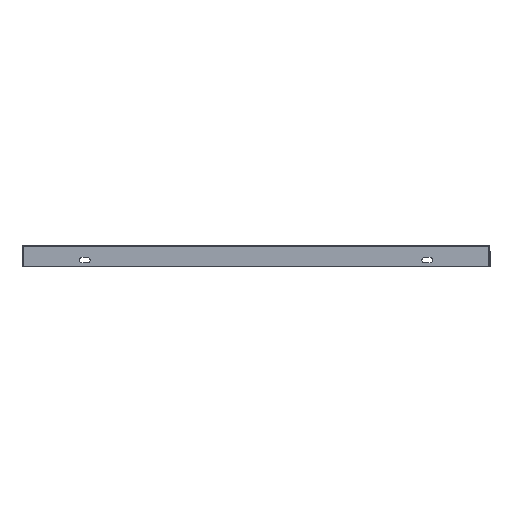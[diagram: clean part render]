
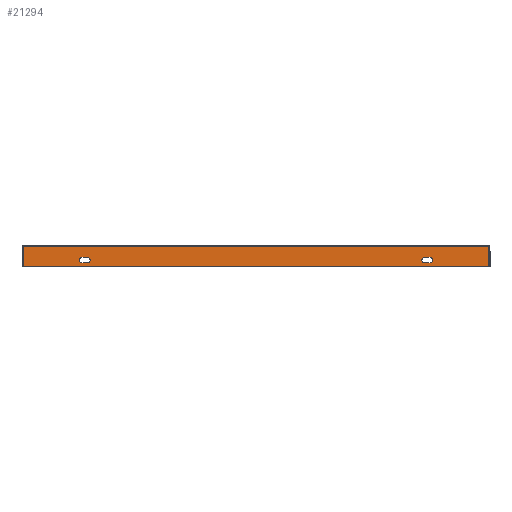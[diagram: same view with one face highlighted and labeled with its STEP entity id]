
A CAD part, left-side view. The second image highlights one B-rep face of the part: STEP entity #21294.
In plain terms, the highlighted planar face has unit normal (-1, 0, 0).
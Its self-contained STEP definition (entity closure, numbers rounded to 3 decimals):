
#893 = AXIS2_PLACEMENT_3D ( 'NONE', #9515, #9528, #9529 ) ;
#7662 = FACE_BOUND ( 'NONE', #16864, .T. ) ;
#7668 = FACE_BOUND ( 'NONE', #16765, .T. ) ;
#7670 = FACE_OUTER_BOUND ( 'NONE', #16705, .T. ) ;
#9515 = CARTESIAN_POINT ( 'NONE',  ( -948.5, 339.49, 0. ) ) ;
#9525 = PLANE ( 'NONE',  #893 ) ;
#9528 = DIRECTION ( 'NONE',  ( 1., 0., 0. ) ) ;
#9529 = DIRECTION ( 'NONE',  ( 0., 1., 0. ) ) ;
#12423 = CARTESIAN_POINT ( 'NONE',  ( -948.5, -257.99, -20. ) ) ;
#12424 = CARTESIAN_POINT ( 'NONE',  ( -948.5, -253.99, -16. ) ) ;
#12431 = CARTESIAN_POINT ( 'NONE',  ( -948.5, 241.99, -20. ) ) ;
#12432 = CARTESIAN_POINT ( 'NONE',  ( -948.5, 245.99, -16. ) ) ;
#15615 = EDGE_CURVE ( 'NONE', #24191, #18042, #26941, .T. ) ;
#15616 = EDGE_CURVE ( 'NONE', #18035, #18032, #26939, .T. ) ;
#15618 = EDGE_CURVE ( 'NONE', #18035, #18037, #26949, .T. ) ;
#15619 = EDGE_CURVE ( 'NONE', #18038, #18032, #26944, .T. ) ;
#15622 = EDGE_CURVE ( 'NONE', #18041, #24190, #26956, .T. ) ;
#15624 = EDGE_CURVE ( 'NONE', #18042, #18040, #26960, .T. ) ;
#15625 = EDGE_CURVE ( 'NONE', #18040, #18041, #26959, .T. ) ;
#15626 = EDGE_CURVE ( 'NONE', #18043, #18044, #26948, .T. ) ;
#15627 = EDGE_CURVE ( 'NONE', #18045, #18043, #26964, .T. ) ;
#15628 = EDGE_CURVE ( 'NONE', #24199, #18045, #26963, .T. ) ;
#15629 = EDGE_CURVE ( 'NONE', #18044, #24198, #26967, .T. ) ;
#15631 = EDGE_CURVE ( 'NONE', #18037, #18038, #26965, .T. ) ;
#16106 = EDGE_CURVE ( 'NONE', #24190, #24191, #28942, .T. ) ;
#16114 = EDGE_CURVE ( 'NONE', #24198, #24199, #28954, .T. ) ;
#16705 = EDGE_LOOP ( 'NONE', ( #20611, #20683, #20629, #20701 ) ) ;
#16765 = EDGE_LOOP ( 'NONE', ( #20631, #20703, #20648, #20593, #20665 ) ) ;
#16864 = EDGE_LOOP ( 'NONE', ( #20650, #20595, #20667, #20613, #20684 ) ) ;
#18032 = VERTEX_POINT ( 'NONE', #32199 ) ;
#18035 = VERTEX_POINT ( 'NONE', #32202 ) ;
#18037 = VERTEX_POINT ( 'NONE', #32204 ) ;
#18038 = VERTEX_POINT ( 'NONE', #32205 ) ;
#18040 = VERTEX_POINT ( 'NONE', #32207 ) ;
#18041 = VERTEX_POINT ( 'NONE', #32208 ) ;
#18042 = VERTEX_POINT ( 'NONE', #32209 ) ;
#18043 = VERTEX_POINT ( 'NONE', #32210 ) ;
#18044 = VERTEX_POINT ( 'NONE', #32211 ) ;
#18045 = VERTEX_POINT ( 'NONE', #32212 ) ;
#20593 = ORIENTED_EDGE ( 'NONE', *, *, #16114, .F. ) ;
#20595 = ORIENTED_EDGE ( 'NONE', *, *, #15624, .F. ) ;
#20611 = ORIENTED_EDGE ( 'NONE', *, *, #15616, .F. ) ;
#20613 = ORIENTED_EDGE ( 'NONE', *, *, #16106, .F. ) ;
#20629 = ORIENTED_EDGE ( 'NONE', *, *, #15631, .T. ) ;
#20631 = ORIENTED_EDGE ( 'NONE', *, *, #15626, .F. ) ;
#20648 = ORIENTED_EDGE ( 'NONE', *, *, #15628, .F. ) ;
#20650 = ORIENTED_EDGE ( 'NONE', *, *, #15625, .F. ) ;
#20665 = ORIENTED_EDGE ( 'NONE', *, *, #15629, .F. ) ;
#20667 = ORIENTED_EDGE ( 'NONE', *, *, #15615, .F. ) ;
#20683 = ORIENTED_EDGE ( 'NONE', *, *, #15618, .T. ) ;
#20684 = ORIENTED_EDGE ( 'NONE', *, *, #15622, .F. ) ;
#20701 = ORIENTED_EDGE ( 'NONE', *, *, #15619, .T. ) ;
#20703 = ORIENTED_EDGE ( 'NONE', *, *, #15627, .F. ) ;
#21294 = ADVANCED_FACE ( 'NONE', ( #7662, #7668, #7670 ), #9525, .F. ) ;
#24190 = VERTEX_POINT ( 'NONE', #12423 ) ;
#24191 = VERTEX_POINT ( 'NONE', #12424 ) ;
#24198 = VERTEX_POINT ( 'NONE', #12431 ) ;
#24199 = VERTEX_POINT ( 'NONE', #12432 ) ;
#25181 = CARTESIAN_POINT ( 'NONE',  ( -948.5, -253.99, -16. ) ) ;
#25189 = CARTESIAN_POINT ( 'NONE',  ( -948.5, 339.49, -0.1 ) ) ;
#25190 = DIRECTION ( 'NONE',  ( 0., 1., 0. ) ) ;
#25192 = DIRECTION ( 'NONE',  ( 0., -1., 0. ) ) ;
#25193 = CARTESIAN_POINT ( 'NONE',  ( -948.5, -339.49, 0. ) ) ;
#25195 = CARTESIAN_POINT ( 'NONE',  ( -948.5, 339.49, -30. ) ) ;
#25196 = DIRECTION ( 'NONE',  ( 0., 0., -1. ) ) ;
#25197 = CARTESIAN_POINT ( 'NONE',  ( -948.5, -253.99, -20. ) ) ;
#25198 = DIRECTION ( 'NONE',  ( 0., 0., 1. ) ) ;
#25203 = CARTESIAN_POINT ( 'NONE',  ( -948.5, -245.99, -20. ) ) ;
#25204 = DIRECTION ( 'NONE',  ( -1., 0., 0. ) ) ;
#25205 = DIRECTION ( 'NONE',  ( 0., 1., 0. ) ) ;
#25207 = CARTESIAN_POINT ( 'NONE',  ( -948.5, -253.99, -24. ) ) ;
#25211 = DIRECTION ( 'NONE',  ( -1., 0., 0. ) ) ;
#25212 = DIRECTION ( 'NONE',  ( 0., 1., 0. ) ) ;
#25973 = AXIS2_PLACEMENT_3D ( 'NONE', #25197, #25204, #25205 ) ;
#25974 = AXIS2_PLACEMENT_3D ( 'NONE', #25203, #25211, #25212 ) ;
#25975 = AXIS2_PLACEMENT_3D ( 'NONE', #27538, #27539, #27540 ) ;
#25976 = AXIS2_PLACEMENT_3D ( 'NONE', #27533, #27534, #27535 ) ;
#26112 = AXIS2_PLACEMENT_3D ( 'NONE', #28618, #28629, #28630 ) ;
#26116 = AXIS2_PLACEMENT_3D ( 'NONE', #28638, #28649, #28650 ) ;
#26939 = LINE ( 'NONE', #25189, #26945 ) ;
#26941 = LINE ( 'NONE', #25181, #26943 ) ;
#26943 = VECTOR ( 'NONE', #25190, 1000. ) ;
#26944 = LINE ( 'NONE', #25193, #26951 ) ;
#26945 = VECTOR ( 'NONE', #25192, 1000. ) ;
#26946 = VECTOR ( 'NONE', #27530, 1000. ) ;
#26948 = LINE ( 'NONE', #27529, #26961 ) ;
#26949 = LINE ( 'NONE', #25195, #26950 ) ;
#26950 = VECTOR ( 'NONE', #25196, 1000. ) ;
#26951 = VECTOR ( 'NONE', #25198, 1000. ) ;
#26956 = CIRCLE ( 'NONE', #25973, 4. ) ;
#26959 = LINE ( 'NONE', #25207, #26946 ) ;
#26960 = CIRCLE ( 'NONE', #25974, 4. ) ;
#26961 = VECTOR ( 'NONE', #27532, 1000. ) ;
#26962 = VECTOR ( 'NONE', #27537, 1000. ) ;
#26963 = LINE ( 'NONE', #27531, #26962 ) ;
#26964 = CIRCLE ( 'NONE', #25976, 4. ) ;
#26965 = LINE ( 'NONE', #27545, #26966 ) ;
#26966 = VECTOR ( 'NONE', #27546, 1000. ) ;
#26967 = CIRCLE ( 'NONE', #25975, 4. ) ;
#27529 = CARTESIAN_POINT ( 'NONE',  ( -948.5, 253.99, -24. ) ) ;
#27530 = DIRECTION ( 'NONE',  ( 0., -1., 0. ) ) ;
#27531 = CARTESIAN_POINT ( 'NONE',  ( -948.5, 253.99, -16. ) ) ;
#27532 = DIRECTION ( 'NONE',  ( 0., -1., 0. ) ) ;
#27533 = CARTESIAN_POINT ( 'NONE',  ( -948.5, 253.99, -20. ) ) ;
#27534 = DIRECTION ( 'NONE',  ( -1., 0., 0. ) ) ;
#27535 = DIRECTION ( 'NONE',  ( 0., -1., 0. ) ) ;
#27537 = DIRECTION ( 'NONE',  ( 0., 1., 0. ) ) ;
#27538 = CARTESIAN_POINT ( 'NONE',  ( -948.5, 245.99, -20. ) ) ;
#27539 = DIRECTION ( 'NONE',  ( -1., 0., 0. ) ) ;
#27540 = DIRECTION ( 'NONE',  ( 0., -1., 0. ) ) ;
#27545 = CARTESIAN_POINT ( 'NONE',  ( -948.5, -339.49, -30. ) ) ;
#27546 = DIRECTION ( 'NONE',  ( 0., -1., 0. ) ) ;
#28618 = CARTESIAN_POINT ( 'NONE',  ( -948.5, -253.99, -20. ) ) ;
#28629 = DIRECTION ( 'NONE',  ( -1., 0., 0. ) ) ;
#28630 = DIRECTION ( 'NONE',  ( 0., 1., 0. ) ) ;
#28638 = CARTESIAN_POINT ( 'NONE',  ( -948.5, 245.99, -20. ) ) ;
#28649 = DIRECTION ( 'NONE',  ( -1., 0., 0. ) ) ;
#28650 = DIRECTION ( 'NONE',  ( 0., -1., 0. ) ) ;
#28942 = CIRCLE ( 'NONE', #26112, 4. ) ;
#28954 = CIRCLE ( 'NONE', #26116, 4. ) ;
#32199 = CARTESIAN_POINT ( 'NONE',  ( -948.5, -339.49, -0.1 ) ) ;
#32202 = CARTESIAN_POINT ( 'NONE',  ( -948.5, 339.49, -0.1 ) ) ;
#32204 = CARTESIAN_POINT ( 'NONE',  ( -948.5, 339.49, -30. ) ) ;
#32205 = CARTESIAN_POINT ( 'NONE',  ( -948.5, -339.49, -30. ) ) ;
#32207 = CARTESIAN_POINT ( 'NONE',  ( -948.5, -245.99, -24. ) ) ;
#32208 = CARTESIAN_POINT ( 'NONE',  ( -948.5, -253.99, -24. ) ) ;
#32209 = CARTESIAN_POINT ( 'NONE',  ( -948.5, -245.99, -16. ) ) ;
#32210 = CARTESIAN_POINT ( 'NONE',  ( -948.5, 253.99, -24. ) ) ;
#32211 = CARTESIAN_POINT ( 'NONE',  ( -948.5, 245.99, -24. ) ) ;
#32212 = CARTESIAN_POINT ( 'NONE',  ( -948.5, 253.99, -16. ) ) ;
